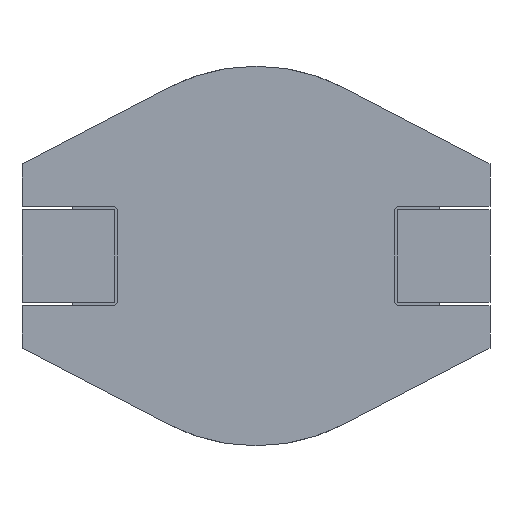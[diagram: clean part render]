
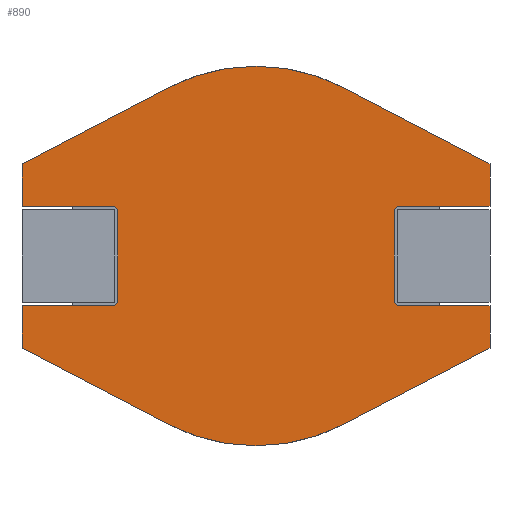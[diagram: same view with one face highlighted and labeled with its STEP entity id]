
A CAD part, front view. The second image highlights one B-rep face of the part: STEP entity #890.
In plain terms, the highlighted planar face has unit normal (0, -1, 0).
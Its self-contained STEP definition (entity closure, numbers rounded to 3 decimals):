
#33=DIRECTION('',(0.,0.,1.));
#34=VECTOR('',#33,1.15);
#35=CARTESIAN_POINT('',(-6.35,0.,-2.5));
#36=LINE('',#35,#34);
#37=DIRECTION('',(1.,0.,0.));
#38=VECTOR('',#37,2.5);
#39=CARTESIAN_POINT('',(-6.35,0.,-1.35));
#40=LINE('',#39,#38);
#41=DIRECTION('',(0.707,0.,0.707));
#42=VECTOR('',#41,0.141);
#43=CARTESIAN_POINT('',(-3.85,0.,-1.35));
#44=LINE('',#43,#42);
#45=DIRECTION('',(0.,0.,1.));
#46=VECTOR('',#45,2.5);
#47=CARTESIAN_POINT('',(-3.75,0.,-1.25));
#48=LINE('',#47,#46);
#49=DIRECTION('',(-0.707,0.,0.707));
#50=VECTOR('',#49,0.141);
#51=CARTESIAN_POINT('',(-3.75,0.,1.25));
#52=LINE('',#51,#50);
#53=DIRECTION('',(-1.,0.,0.));
#54=VECTOR('',#53,2.5);
#55=CARTESIAN_POINT('',(-3.85,0.,1.35));
#56=LINE('',#55,#54);
#57=DIRECTION('',(0.,0.,1.));
#58=VECTOR('',#57,1.15);
#59=CARTESIAN_POINT('',(-6.35,0.,1.35));
#60=LINE('',#59,#58);
#61=DIRECTION('',(0.887,0.,0.462));
#62=VECTOR('',#61,4.478);
#63=CARTESIAN_POINT('',(-6.35,0.,2.5));
#64=LINE('',#63,#62);
#65=CARTESIAN_POINT('',(0.,0.,0.));
#66=DIRECTION('',(0.,1.,0.));
#67=DIRECTION('',(-0.462,0.,0.887));
#68=AXIS2_PLACEMENT_3D('',#65,#66,#67);
#70=DIRECTION('',(0.887,0.,-0.462));
#71=VECTOR('',#70,4.478);
#72=CARTESIAN_POINT('',(2.378,0.,4.568));
#73=LINE('',#72,#71);
#74=DIRECTION('',(0.,0.,-1.));
#75=VECTOR('',#74,1.15);
#76=CARTESIAN_POINT('',(6.35,0.,2.5));
#77=LINE('',#76,#75);
#78=DIRECTION('',(-1.,0.,0.));
#79=VECTOR('',#78,2.5);
#80=CARTESIAN_POINT('',(6.35,0.,1.35));
#81=LINE('',#80,#79);
#82=DIRECTION('',(-0.707,0.,-0.707));
#83=VECTOR('',#82,0.141);
#84=CARTESIAN_POINT('',(3.85,0.,1.35));
#85=LINE('',#84,#83);
#86=DIRECTION('',(0.,0.,-1.));
#87=VECTOR('',#86,2.5);
#88=CARTESIAN_POINT('',(3.75,0.,1.25));
#89=LINE('',#88,#87);
#90=DIRECTION('',(0.707,0.,-0.707));
#91=VECTOR('',#90,0.141);
#92=CARTESIAN_POINT('',(3.75,0.,-1.25));
#93=LINE('',#92,#91);
#94=DIRECTION('',(1.,0.,0.));
#95=VECTOR('',#94,2.5);
#96=CARTESIAN_POINT('',(3.85,0.,-1.35));
#97=LINE('',#96,#95);
#98=DIRECTION('',(0.,0.,-1.));
#99=VECTOR('',#98,1.15);
#100=CARTESIAN_POINT('',(6.35,0.,-1.35));
#101=LINE('',#100,#99);
#102=DIRECTION('',(-0.887,0.,-0.462));
#103=VECTOR('',#102,4.478);
#104=CARTESIAN_POINT('',(6.35,0.,-2.5));
#105=LINE('',#104,#103);
#106=CARTESIAN_POINT('',(0.,0.,0.));
#107=DIRECTION('',(0.,1.,0.));
#108=DIRECTION('',(0.462,0.,-0.887));
#109=AXIS2_PLACEMENT_3D('',#106,#107,#108);
#111=DIRECTION('',(-0.887,0.,0.462));
#112=VECTOR('',#111,4.478);
#113=CARTESIAN_POINT('',(-2.378,0.,-4.568));
#114=LINE('',#113,#112);
#707=CARTESIAN_POINT('',(6.35,0.,-1.35));
#708=CARTESIAN_POINT('',(6.35,0.,-2.5));
#709=VERTEX_POINT('',#707);
#710=VERTEX_POINT('',#708);
#711=CARTESIAN_POINT('',(2.378,0.,-4.568));
#712=VERTEX_POINT('',#711);
#713=CARTESIAN_POINT('',(-2.378,0.,-4.568));
#714=VERTEX_POINT('',#713);
#715=CARTESIAN_POINT('',(-6.35,0.,-2.5));
#716=VERTEX_POINT('',#715);
#717=CARTESIAN_POINT('',(-6.35,0.,-1.35));
#718=VERTEX_POINT('',#717);
#727=CARTESIAN_POINT('',(-6.35,0.,1.35));
#728=CARTESIAN_POINT('',(-6.35,0.,2.5));
#729=VERTEX_POINT('',#727);
#730=VERTEX_POINT('',#728);
#731=CARTESIAN_POINT('',(-2.378,0.,4.568));
#732=VERTEX_POINT('',#731);
#733=CARTESIAN_POINT('',(2.378,0.,4.568));
#734=VERTEX_POINT('',#733);
#735=CARTESIAN_POINT('',(6.35,0.,2.5));
#736=VERTEX_POINT('',#735);
#737=CARTESIAN_POINT('',(6.35,0.,1.35));
#738=VERTEX_POINT('',#737);
#779=CARTESIAN_POINT('',(-3.85,0.,-1.35));
#780=VERTEX_POINT('',#779);
#781=CARTESIAN_POINT('',(-3.75,0.,-1.25));
#782=VERTEX_POINT('',#781);
#783=CARTESIAN_POINT('',(-3.75,0.,1.25));
#784=VERTEX_POINT('',#783);
#785=CARTESIAN_POINT('',(-3.85,0.,1.35));
#786=VERTEX_POINT('',#785);
#787=CARTESIAN_POINT('',(3.85,0.,1.35));
#788=VERTEX_POINT('',#787);
#789=CARTESIAN_POINT('',(3.75,0.,1.25));
#790=VERTEX_POINT('',#789);
#791=CARTESIAN_POINT('',(3.75,0.,-1.25));
#792=VERTEX_POINT('',#791);
#793=CARTESIAN_POINT('',(3.85,0.,-1.35));
#794=VERTEX_POINT('',#793);
#843=CARTESIAN_POINT('',(0.,0.,0.));
#844=DIRECTION('',(0.,1.,0.));
#845=DIRECTION('',(1.,0.,0.));
#846=AXIS2_PLACEMENT_3D('',#843,#844,#845);
#847=PLANE('',#846);
#849=ORIENTED_EDGE('',*,*,#848,.T.);
#851=ORIENTED_EDGE('',*,*,#850,.T.);
#853=ORIENTED_EDGE('',*,*,#852,.T.);
#855=ORIENTED_EDGE('',*,*,#854,.T.);
#857=ORIENTED_EDGE('',*,*,#856,.T.);
#859=ORIENTED_EDGE('',*,*,#858,.T.);
#861=ORIENTED_EDGE('',*,*,#860,.T.);
#863=ORIENTED_EDGE('',*,*,#862,.T.);
#865=ORIENTED_EDGE('',*,*,#864,.T.);
#867=ORIENTED_EDGE('',*,*,#866,.T.);
#869=ORIENTED_EDGE('',*,*,#868,.T.);
#871=ORIENTED_EDGE('',*,*,#870,.T.);
#873=ORIENTED_EDGE('',*,*,#872,.T.);
#875=ORIENTED_EDGE('',*,*,#874,.T.);
#877=ORIENTED_EDGE('',*,*,#876,.T.);
#879=ORIENTED_EDGE('',*,*,#878,.T.);
#881=ORIENTED_EDGE('',*,*,#880,.T.);
#883=ORIENTED_EDGE('',*,*,#882,.T.);
#885=ORIENTED_EDGE('',*,*,#884,.T.);
#887=ORIENTED_EDGE('',*,*,#886,.T.);
#888=EDGE_LOOP('',(#849,#851,#853,#855,#857,#859,#861,#863,#865,#867,#869,#871,
#873,#875,#877,#879,#881,#883,#885,#887));
#889=FACE_OUTER_BOUND('',#888,.F.);
#69=CIRCLE('',#68,5.15);
#110=CIRCLE('',#109,5.15);
#848=EDGE_CURVE('',#716,#718,#36,.T.);
#850=EDGE_CURVE('',#718,#780,#40,.T.);
#852=EDGE_CURVE('',#780,#782,#44,.T.);
#854=EDGE_CURVE('',#782,#784,#48,.T.);
#856=EDGE_CURVE('',#784,#786,#52,.T.);
#858=EDGE_CURVE('',#786,#729,#56,.T.);
#860=EDGE_CURVE('',#729,#730,#60,.T.);
#862=EDGE_CURVE('',#730,#732,#64,.T.);
#864=EDGE_CURVE('',#732,#734,#69,.T.);
#866=EDGE_CURVE('',#734,#736,#73,.T.);
#868=EDGE_CURVE('',#736,#738,#77,.T.);
#870=EDGE_CURVE('',#738,#788,#81,.T.);
#872=EDGE_CURVE('',#788,#790,#85,.T.);
#874=EDGE_CURVE('',#790,#792,#89,.T.);
#876=EDGE_CURVE('',#792,#794,#93,.T.);
#878=EDGE_CURVE('',#794,#709,#97,.T.);
#880=EDGE_CURVE('',#709,#710,#101,.T.);
#882=EDGE_CURVE('',#710,#712,#105,.T.);
#884=EDGE_CURVE('',#712,#714,#110,.T.);
#886=EDGE_CURVE('',#714,#716,#114,.T.);
#890=ADVANCED_FACE('',(#889),#847,.F.);
